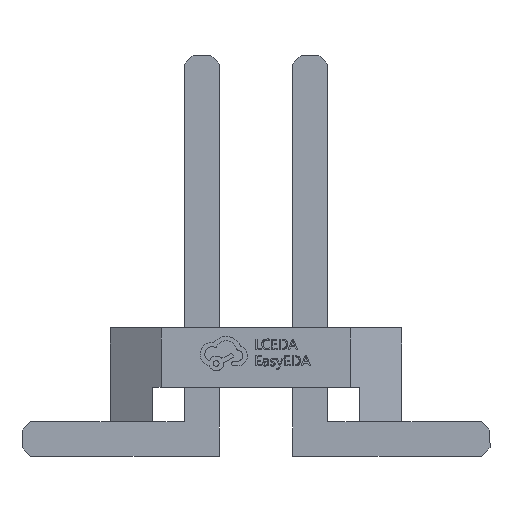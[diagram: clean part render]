
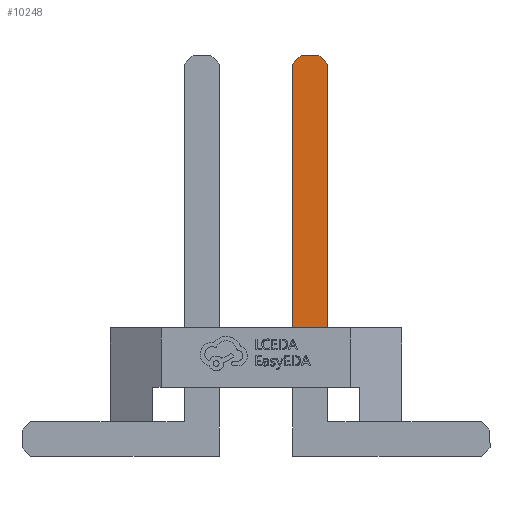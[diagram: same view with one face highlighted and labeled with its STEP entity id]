
A CAD part, left-side view. The second image highlights one B-rep face of the part: STEP entity #10248.
In plain terms, the highlighted planar face has unit normal (-1, 0, 0).
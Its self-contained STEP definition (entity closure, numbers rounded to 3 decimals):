
#133 = PLANE ( 'NONE',  #13571 ) ;
#191 = VERTEX_POINT ( 'NONE', #17700 ) ;
#249 = DIRECTION ( 'NONE',  ( 1., 0., 0. ) ) ;
#363 = EDGE_CURVE ( 'NONE', #3261, #7421, #8358, .T. ) ;
#543 = EDGE_LOOP ( 'NONE', ( #3590, #8053, #8457, #1025, #20719, #14709 ) ) ;
#724 = VERTEX_POINT ( 'NONE', #19055 ) ;
#1025 = ORIENTED_EDGE ( 'NONE', *, *, #2003, .T. ) ;
#1345 = CARTESIAN_POINT ( 'NONE',  ( -2.745, -0.43, -0.41 ) ) ;
#1786 = DIRECTION ( 'NONE',  ( 0., 0., -1. ) ) ;
#2003 = EDGE_CURVE ( 'NONE', #19310, #724, #6374, .T. ) ;
#3261 = VERTEX_POINT ( 'NONE', #10992 ) ;
#3482 = CARTESIAN_POINT ( 'NONE',  ( -2.745, 0., 0. ) ) ;
#3590 = ORIENTED_EDGE ( 'NONE', *, *, #16962, .T. ) ;
#6374 = LINE ( 'NONE', #21574, #12452 ) ;
#6997 = EDGE_CURVE ( 'NONE', #191, #13242, #10338, .T. ) ;
#7421 = VERTEX_POINT ( 'NONE', #21723 ) ;
#7455 = CARTESIAN_POINT ( 'NONE',  ( -2.745, -0.43, 4.3 ) ) ;
#7755 = CARTESIAN_POINT ( 'NONE',  ( -2.745, -0.84, 4.3 ) ) ;
#8053 = ORIENTED_EDGE ( 'NONE', *, *, #6997, .T. ) ;
#8358 = LINE ( 'NONE', #16674, #16002 ) ;
#8457 = ORIENTED_EDGE ( 'NONE', *, *, #11534, .T. ) ;
#8589 = CARTESIAN_POINT ( 'NONE',  ( -2.745, -0.43, 4.2 ) ) ;
#9469 = VECTOR ( 'NONE', #10121, 1000. ) ;
#9805 = LINE ( 'NONE', #1345, #11847 ) ;
#10121 = DIRECTION ( 'NONE',  ( 0., 0.707, -0.707 ) ) ;
#10248 = ADVANCED_FACE ( 'NONE', ( #12137 ), #133, .F. ) ;
#10259 = DIRECTION ( 'NONE',  ( 0., 0., -1. ) ) ;
#10338 = LINE ( 'NONE', #8589, #9469 ) ;
#10576 = VECTOR ( 'NONE', #14654, 1000. ) ;
#10992 = CARTESIAN_POINT ( 'NONE',  ( -2.745, -0.84, 4.2 ) ) ;
#11534 = EDGE_CURVE ( 'NONE', #13242, #19310, #9805, .T. ) ;
#11847 = VECTOR ( 'NONE', #1786, 1000. ) ;
#12137 = FACE_OUTER_BOUND ( 'NONE', #543, .T. ) ;
#12452 = VECTOR ( 'NONE', #13462, 1000. ) ;
#12902 = VECTOR ( 'NONE', #19399, 1000. ) ;
#13242 = VERTEX_POINT ( 'NONE', #21791 ) ;
#13462 = DIRECTION ( 'NONE',  ( 0., -1., 0. ) ) ;
#13571 = AXIS2_PLACEMENT_3D ( 'NONE', #3482, #249, #10259 ) ;
#14278 = LINE ( 'NONE', #7755, #12902 ) ;
#14313 = LINE ( 'NONE', #7455, #10576 ) ;
#14654 = DIRECTION ( 'NONE',  ( 0., 1., 0. ) ) ;
#14709 = ORIENTED_EDGE ( 'NONE', *, *, #363, .T. ) ;
#16002 = VECTOR ( 'NONE', #20218, 1000. ) ;
#16674 = CARTESIAN_POINT ( 'NONE',  ( -2.745, -0.74, 4.3 ) ) ;
#16962 = EDGE_CURVE ( 'NONE', #7421, #191, #14313, .T. ) ;
#17700 = CARTESIAN_POINT ( 'NONE',  ( -2.745, -0.53, 4.3 ) ) ;
#19055 = CARTESIAN_POINT ( 'NONE',  ( -2.745, -0.84, 1.1 ) ) ;
#19310 = VERTEX_POINT ( 'NONE', #20387 ) ;
#19391 = EDGE_CURVE ( 'NONE', #724, #3261, #14278, .T. ) ;
#19399 = DIRECTION ( 'NONE',  ( 0., 0., 1. ) ) ;
#20218 = DIRECTION ( 'NONE',  ( 0., 0.707, 0.707 ) ) ;
#20387 = CARTESIAN_POINT ( 'NONE',  ( -2.745, -0.43, 1.1 ) ) ;
#20719 = ORIENTED_EDGE ( 'NONE', *, *, #19391, .T. ) ;
#21574 = CARTESIAN_POINT ( 'NONE',  ( -2.745, 0., 1.1 ) ) ;
#21723 = CARTESIAN_POINT ( 'NONE',  ( -2.745, -0.74, 4.3 ) ) ;
#21791 = CARTESIAN_POINT ( 'NONE',  ( -2.745, -0.43, 4.2 ) ) ;
